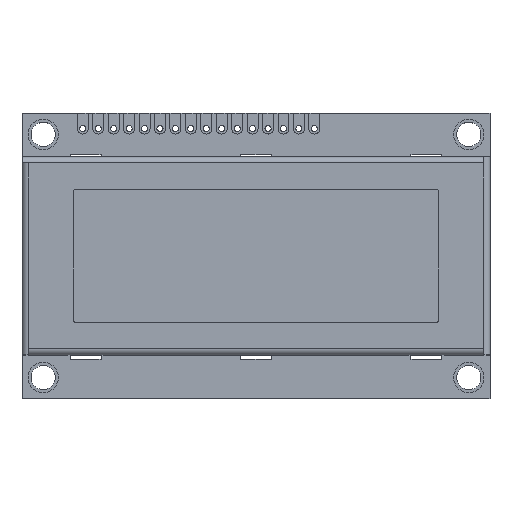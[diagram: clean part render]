
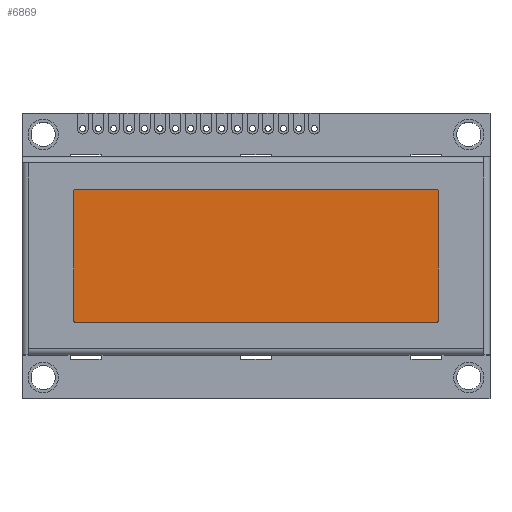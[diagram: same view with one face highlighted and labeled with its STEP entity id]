
A CAD part, top view. The second image highlights one B-rep face of the part: STEP entity #6869.
In plain terms, the highlighted planar face has unit normal (0, 0, 1).
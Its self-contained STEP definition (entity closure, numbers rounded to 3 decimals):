
#947 = FACE_OUTER_BOUND ( 'NONE', #15561, .T. ) ;
#1214 = DIRECTION ( 'NONE',  ( 0., 0., 1. ) ) ;
#1582 = VECTOR ( 'NONE', #11469, 1000. ) ;
#1589 = VERTEX_POINT ( 'NONE', #10984 ) ;
#1816 = EDGE_CURVE ( 'NONE', #1589, #9482, #7525, .T. ) ;
#2057 = DIRECTION ( 'NONE',  ( 1., 0., 0. ) ) ;
#2259 = DIRECTION ( 'NONE',  ( 0., 1., 0. ) ) ;
#3491 = ORIENTED_EDGE ( 'NONE', *, *, #24085, .T. ) ;
#6133 = LINE ( 'NONE', #17921, #24459 ) ;
#6757 = VERTEX_POINT ( 'NONE', #6867 ) ;
#6867 = CARTESIAN_POINT ( 'NONE',  ( -33.5, -12.5, 8. ) ) ;
#6869 = ADVANCED_FACE ( 'NONE', ( #947 ), #19421, .T. ) ;
#7525 = LINE ( 'NONE', #17142, #1582 ) ;
#8240 = VECTOR ( 'NONE', #2259, 1000. ) ;
#8939 = VERTEX_POINT ( 'NONE', #9581 ) ;
#9482 = VERTEX_POINT ( 'NONE', #24200 ) ;
#9581 = CARTESIAN_POINT ( 'NONE',  ( 33.5, -12.5, 8. ) ) ;
#9948 = LINE ( 'NONE', #20258, #14200 ) ;
#10111 = ORIENTED_EDGE ( 'NONE', *, *, #22928, .T. ) ;
#10984 = CARTESIAN_POINT ( 'NONE',  ( 33.5, 12.5, 8. ) ) ;
#11469 = DIRECTION ( 'NONE',  ( -1., 0., 0. ) ) ;
#12940 = CARTESIAN_POINT ( 'NONE',  ( 0., 0., 8. ) ) ;
#13139 = AXIS2_PLACEMENT_3D ( 'NONE', #12940, #1214, #19950 ) ;
#14200 = VECTOR ( 'NONE', #2057, 1000. ) ;
#14358 = LINE ( 'NONE', #16705, #8240 ) ;
#14514 = ORIENTED_EDGE ( 'NONE', *, *, #1816, .T. ) ;
#14949 = DIRECTION ( 'NONE',  ( 0., -1., 0. ) ) ;
#15561 = EDGE_LOOP ( 'NONE', ( #10111, #14514, #25566, #3491 ) ) ;
#16705 = CARTESIAN_POINT ( 'NONE',  ( 33.5, 0., 8. ) ) ;
#17142 = CARTESIAN_POINT ( 'NONE',  ( 0., 12.5, 8. ) ) ;
#17921 = CARTESIAN_POINT ( 'NONE',  ( -33.5, 0., 8. ) ) ;
#19421 = PLANE ( 'NONE',  #13139 ) ;
#19950 = DIRECTION ( 'NONE',  ( 1., 0., 0. ) ) ;
#20258 = CARTESIAN_POINT ( 'NONE',  ( 0., -12.5, 8. ) ) ;
#22928 = EDGE_CURVE ( 'NONE', #8939, #1589, #14358, .T. ) ;
#24085 = EDGE_CURVE ( 'NONE', #6757, #8939, #9948, .T. ) ;
#24200 = CARTESIAN_POINT ( 'NONE',  ( -33.5, 12.5, 8. ) ) ;
#24459 = VECTOR ( 'NONE', #14949, 1000. ) ;
#25204 = EDGE_CURVE ( 'NONE', #9482, #6757, #6133, .T. ) ;
#25566 = ORIENTED_EDGE ( 'NONE', *, *, #25204, .T. ) ;
